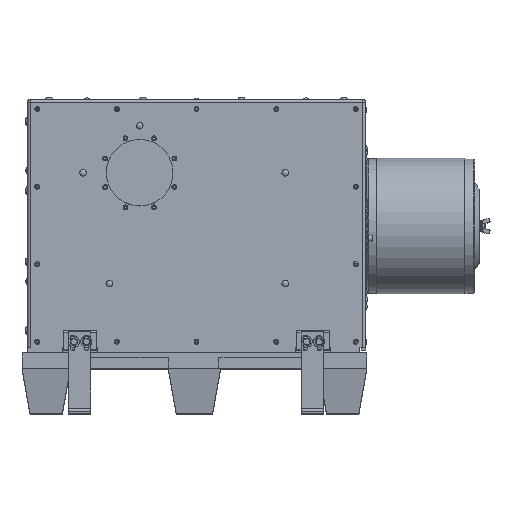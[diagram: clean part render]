
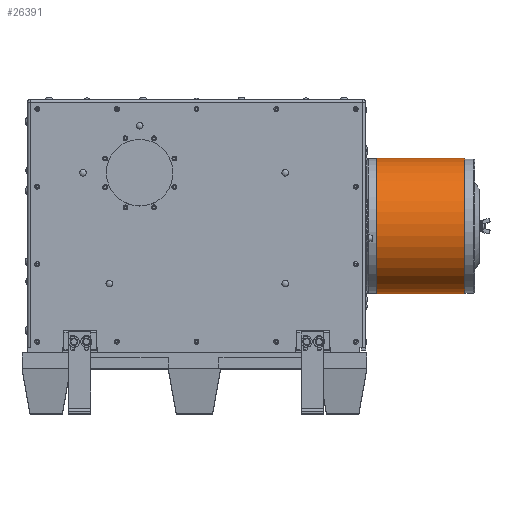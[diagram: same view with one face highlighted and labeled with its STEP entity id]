
A CAD part, top view. The second image highlights one B-rep face of the part: STEP entity #26391.
In plain terms, the highlighted cylindrical face has radius 155.448 mm (diameter 310.896 mm), a full revolution.
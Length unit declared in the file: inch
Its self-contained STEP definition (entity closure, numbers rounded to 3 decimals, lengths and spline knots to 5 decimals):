
#6853=FACE_BOUND('',#9239,.T.);
#7378=FACE_OUTER_BOUND('',#9238,.T.);
#9238=EDGE_LOOP('',(#19682));
#9239=EDGE_LOOP('',(#19683));
#11316=CIRCLE('',#28344,6.12);
#11317=CIRCLE('',#28346,6.12);
#12958=VERTEX_POINT('',#68313);
#12959=VERTEX_POINT('',#68316);
#15611=EDGE_CURVE('',#12958,#12958,#11316,.T.);
#15612=EDGE_CURVE('',#12959,#12959,#11317,.T.);
#19682=ORIENTED_EDGE('',*,*,#15611,.F.);
#19683=ORIENTED_EDGE('',*,*,#15612,.F.);
#25891=CYLINDRICAL_SURFACE('',#28345,6.12);
#26391=ADVANCED_FACE('',(#7378,#6853),#25891,.T.);
#28344=AXIS2_PLACEMENT_3D('',#68314,#32032,#32033);
#28345=AXIS2_PLACEMENT_3D('',#68315,#32034,#32035);
#28346=AXIS2_PLACEMENT_3D('',#68317,#32036,#32037);
#32032=DIRECTION('center_axis',(1.,0.,0.));
#32033=DIRECTION('ref_axis',(0.,0.882,0.47));
#32034=DIRECTION('center_axis',(1.,0.,0.));
#32035=DIRECTION('ref_axis',(0.,0.882,0.47));
#32036=DIRECTION('center_axis',(-1.,0.,0.));
#32037=DIRECTION('ref_axis',(0.,0.882,0.47));
#68313=CARTESIAN_POINT('',(39.973,4.59925,8.99641));
#68314=CARTESIAN_POINT('Origin',(39.973,10.,11.875));
#68315=CARTESIAN_POINT('Origin',(31.973,10.,11.875));
#68316=CARTESIAN_POINT('',(31.973,4.59925,8.99641));
#68317=CARTESIAN_POINT('Origin',(31.973,10.,11.875));
